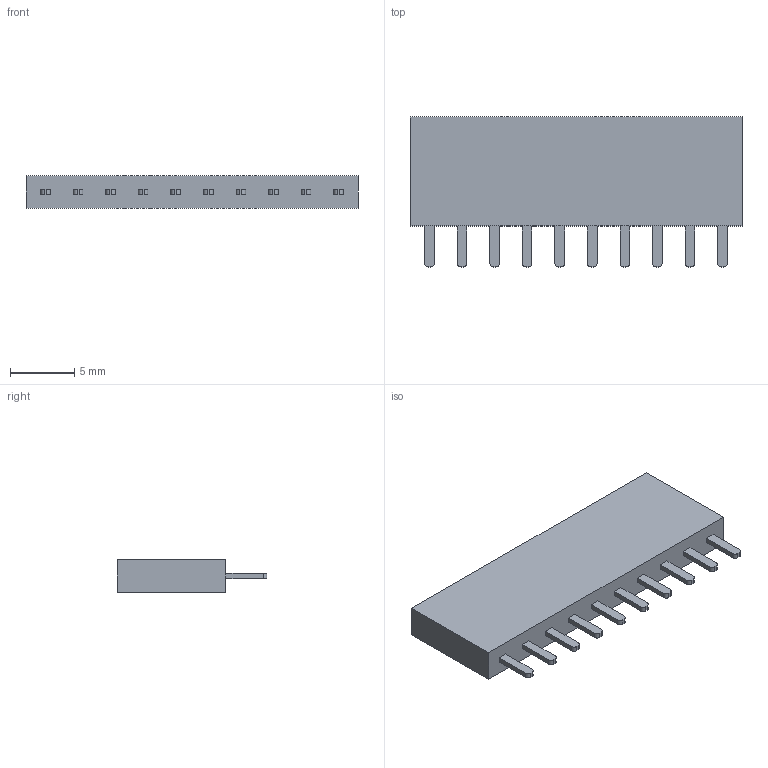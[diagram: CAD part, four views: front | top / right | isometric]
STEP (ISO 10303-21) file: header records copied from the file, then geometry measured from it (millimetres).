
FILE_DESCRIPTION (( 'STEP AP214' ), '1' );
FILE_NAME ('0FDC0A0E-A9B9-47A1-9ED1-21549DF84F5F.STEP', '2024-06-03T07:08:57', ( '' ), ( '' ), 'SwSTEP 2.0', 'SolidWorks 2022', '' );
FILE_SCHEMA (( 'AUTOMOTIVE_DESIGN' ));
Length unit declared in the file: millimetre
Products named in the file (1): 0FDC0A0E-A9B9-47A1-9ED1-21549DF84F5F
Bounding box: 25.9 x 11.7 x 2.54 mm (x, y, z)
Volume: 535.6 mm3; surface area: 871.9 mm2
Topology: 1 solids, 1 shells, 166 faces, 392 edges, 248 vertices
Faces by surface type: plane 146, cylinder 20
Entity records: 6516 total; most frequent: CARTESIAN_POINT 807, ORIENTED_EDGE 784, DIRECTION 766, EDGE_CURVE 392, VECTOR 352, LINE 352, VERTEX_POINT 248, AXIS2_PLACEMENT_3D 207
